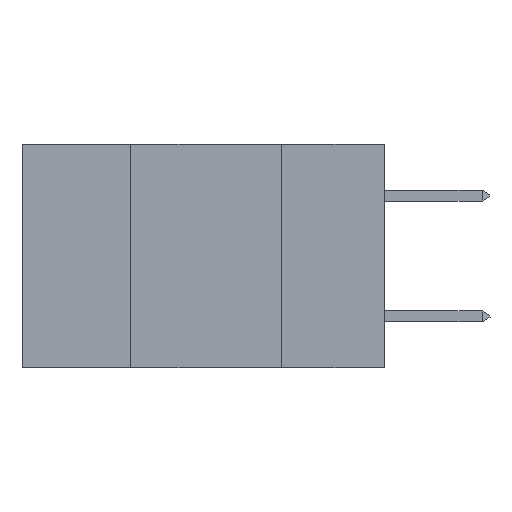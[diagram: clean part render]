
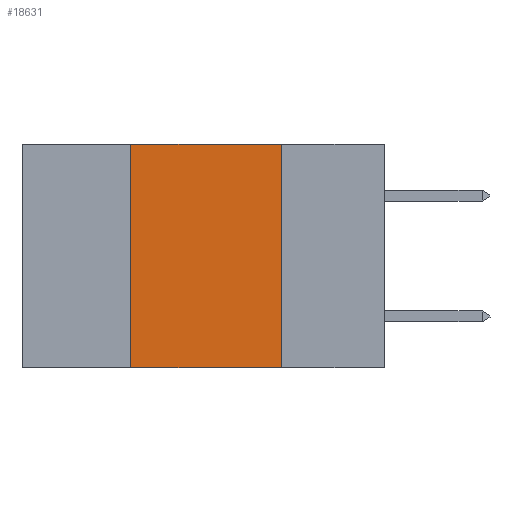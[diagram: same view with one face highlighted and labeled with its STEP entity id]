
A CAD part, left-side view. The second image highlights one B-rep face of the part: STEP entity #18631.
In plain terms, the highlighted planar face has unit normal (-1, 0, 0).
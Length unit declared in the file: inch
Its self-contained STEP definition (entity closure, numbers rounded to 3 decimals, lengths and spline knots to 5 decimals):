
#857 = CARTESIAN_POINT ( 'NONE',  ( 0., 0.6, -0.37 ) ) ;
#1119 = DIRECTION ( 'NONE',  ( 0., 0., -1. ) ) ;
#1399 = VECTOR ( 'NONE', #15440, 39.37008 ) ;
#2853 = VERTEX_POINT ( 'NONE', #8315 ) ;
#3738 = EDGE_CURVE ( 'NONE', #4262, #2853, #7623, .T. ) ;
#4007 = CARTESIAN_POINT ( 'NONE',  ( 0., 0.42, -0.37 ) ) ;
#4262 = VERTEX_POINT ( 'NONE', #6602 ) ;
#5256 = CARTESIAN_POINT ( 'NONE',  ( 0., 0.17, 0. ) ) ;
#5344 = DIRECTION ( 'NONE',  ( 0., 0., -1. ) ) ;
#6206 = CARTESIAN_POINT ( 'NONE',  ( 0., 0.42, 0. ) ) ;
#6602 = CARTESIAN_POINT ( 'NONE',  ( 0., 0.17, 0. ) ) ;
#6982 = LINE ( 'NONE', #857, #1399 ) ;
#7004 = VERTEX_POINT ( 'NONE', #4007 ) ;
#7058 = VECTOR ( 'NONE', #5344, 39.37008 ) ;
#7623 = LINE ( 'NONE', #5256, #7058 ) ;
#7760 = AXIS2_PLACEMENT_3D ( 'NONE', #22541, #12039, #1119 ) ;
#7889 = DIRECTION ( 'NONE',  ( 0., -1., 0. ) ) ;
#8040 = DIRECTION ( 'NONE',  ( 0., 0., 1. ) ) ;
#8315 = CARTESIAN_POINT ( 'NONE',  ( 0., 0.17, -0.37 ) ) ;
#9320 = VECTOR ( 'NONE', #8040, 39.37008 ) ;
#10024 = LINE ( 'NONE', #21857, #22902 ) ;
#10287 = PLANE ( 'NONE',  #7760 ) ;
#11390 = CARTESIAN_POINT ( 'NONE',  ( 0., 0.42, 0. ) ) ;
#12039 = DIRECTION ( 'NONE',  ( 1., 0., 0. ) ) ;
#12065 = EDGE_CURVE ( 'NONE', #22588, #4262, #10024, .T. ) ;
#13856 = ORIENTED_EDGE ( 'NONE', *, *, #18547, .T. ) ;
#15440 = DIRECTION ( 'NONE',  ( 0., -1., 0. ) ) ;
#18547 = EDGE_CURVE ( 'NONE', #7004, #2853, #6982, .T. ) ;
#18631 = ADVANCED_FACE ( 'NONE', ( #18842 ), #10287, .F. ) ;
#18696 = LINE ( 'NONE', #6206, #9320 ) ;
#18842 = FACE_OUTER_BOUND ( 'NONE', #21515, .T. ) ;
#18913 = ORIENTED_EDGE ( 'NONE', *, *, #3738, .F. ) ;
#19231 = ORIENTED_EDGE ( 'NONE', *, *, #22020, .F. ) ;
#20835 = ORIENTED_EDGE ( 'NONE', *, *, #12065, .F. ) ;
#21515 = EDGE_LOOP ( 'NONE', ( #18913, #20835, #19231, #13856 ) ) ;
#21857 = CARTESIAN_POINT ( 'NONE',  ( 0., 0.6, 0. ) ) ;
#22020 = EDGE_CURVE ( 'NONE', #7004, #22588, #18696, .T. ) ;
#22541 = CARTESIAN_POINT ( 'NONE',  ( 0., 0.6, 0. ) ) ;
#22588 = VERTEX_POINT ( 'NONE', #11390 ) ;
#22902 = VECTOR ( 'NONE', #7889, 39.37008 ) ;
